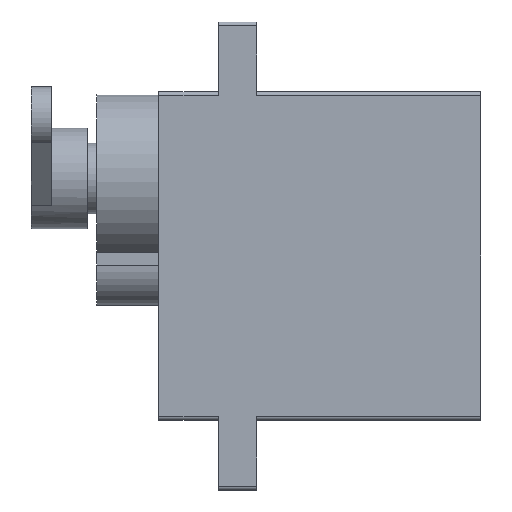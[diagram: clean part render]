
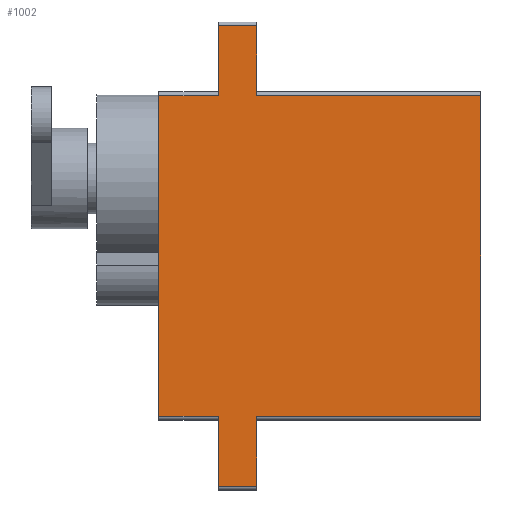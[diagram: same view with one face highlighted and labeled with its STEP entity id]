
A CAD part, left-side view. The second image highlights one B-rep face of the part: STEP entity #1002.
In plain terms, the highlighted planar face has unit normal (-1, 0, 0).
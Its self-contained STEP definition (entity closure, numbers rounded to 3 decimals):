
#49=PLANE('',#1117);
#89=FACE_OUTER_BOUND('',#149,.T.);
#149=EDGE_LOOP('',(#743,#744,#745,#746,#747,#748,#749,#750,#751,#752,#753,
#754));
#203=LINE('',#1546,#295);
#208=LINE('',#1563,#300);
#212=LINE('',#1576,#304);
#216=LINE('',#1585,#308);
#232=LINE('',#1631,#324);
#233=LINE('',#1634,#325);
#234=LINE('',#1636,#326);
#235=LINE('',#1638,#327);
#236=LINE('',#1639,#328);
#237=LINE('',#1641,#329);
#238=LINE('',#1643,#330);
#239=LINE('',#1644,#331);
#295=VECTOR('',#1221,10.);
#300=VECTOR('',#1236,10.);
#304=VECTOR('',#1248,10.);
#308=VECTOR('',#1256,10.);
#324=VECTOR('',#1296,10.);
#325=VECTOR('',#1299,10.);
#326=VECTOR('',#1300,10.);
#327=VECTOR('',#1301,10.);
#328=VECTOR('',#1302,10.);
#329=VECTOR('',#1303,10.);
#330=VECTOR('',#1304,10.);
#331=VECTOR('',#1305,10.);
#441=VERTEX_POINT('',#1543);
#442=VERTEX_POINT('',#1545);
#449=VERTEX_POINT('',#1561);
#451=VERTEX_POINT('',#1569);
#454=VERTEX_POINT('',#1574);
#457=VERTEX_POINT('',#1584);
#475=VERTEX_POINT('',#1629);
#476=VERTEX_POINT('',#1633);
#477=VERTEX_POINT('',#1635);
#478=VERTEX_POINT('',#1637);
#479=VERTEX_POINT('',#1640);
#480=VERTEX_POINT('',#1642);
#538=EDGE_CURVE('',#441,#442,#203,.T.);
#547=EDGE_CURVE('',#449,#441,#208,.T.);
#553=EDGE_CURVE('',#454,#451,#212,.T.);
#557=EDGE_CURVE('',#451,#457,#216,.T.);
#581=EDGE_CURVE('',#475,#449,#232,.T.);
#582=EDGE_CURVE('',#475,#476,#233,.T.);
#583=EDGE_CURVE('',#477,#476,#234,.T.);
#584=EDGE_CURVE('',#478,#477,#235,.T.);
#585=EDGE_CURVE('',#457,#478,#236,.T.);
#586=EDGE_CURVE('',#454,#479,#237,.T.);
#587=EDGE_CURVE('',#480,#479,#238,.T.);
#588=EDGE_CURVE('',#442,#480,#239,.T.);
#743=ORIENTED_EDGE('',*,*,#538,.F.);
#744=ORIENTED_EDGE('',*,*,#547,.F.);
#745=ORIENTED_EDGE('',*,*,#581,.F.);
#746=ORIENTED_EDGE('',*,*,#582,.T.);
#747=ORIENTED_EDGE('',*,*,#583,.F.);
#748=ORIENTED_EDGE('',*,*,#584,.F.);
#749=ORIENTED_EDGE('',*,*,#585,.F.);
#750=ORIENTED_EDGE('',*,*,#557,.F.);
#751=ORIENTED_EDGE('',*,*,#553,.F.);
#752=ORIENTED_EDGE('',*,*,#586,.T.);
#753=ORIENTED_EDGE('',*,*,#587,.F.);
#754=ORIENTED_EDGE('',*,*,#588,.F.);
#1002=ADVANCED_FACE('',(#89),#49,.T.);
#1117=AXIS2_PLACEMENT_3D('',#1632,#1297,#1298);
#1221=DIRECTION('',(0.,1.,0.));
#1236=DIRECTION('',(0.,0.,-1.));
#1248=DIRECTION('',(0.,1.,0.));
#1256=DIRECTION('',(0.,0.,1.));
#1296=DIRECTION('',(0.,-1.,0.));
#1297=DIRECTION('center_axis',(-1.,0.,0.));
#1298=DIRECTION('ref_axis',(0.,0.,1.));
#1299=DIRECTION('',(0.,0.,1.));
#1300=DIRECTION('',(0.,-1.,0.));
#1301=DIRECTION('',(0.,0.,1.));
#1302=DIRECTION('',(0.,-1.,0.));
#1303=DIRECTION('',(0.,0.,-1.));
#1304=DIRECTION('',(0.,1.,0.));
#1305=DIRECTION('',(0.,0.,-1.));
#1543=CARTESIAN_POINT('',(-6.25,0.,-11.125));
#1545=CARTESIAN_POINT('',(-6.25,15.55,-11.125));
#1546=CARTESIAN_POINT('',(-6.25,0.,-11.125));
#1561=CARTESIAN_POINT('',(-6.25,0.,11.125));
#1563=CARTESIAN_POINT('',(-6.25,0.,11.375));
#1569=CARTESIAN_POINT('',(-6.25,22.35,-11.125));
#1574=CARTESIAN_POINT('',(-6.25,18.2,-11.125));
#1576=CARTESIAN_POINT('',(-6.25,0.,-11.125));
#1584=CARTESIAN_POINT('',(-6.25,22.35,11.125));
#1585=CARTESIAN_POINT('',(-6.25,22.35,11.375));
#1629=CARTESIAN_POINT('',(-6.25,15.55,11.125));
#1631=CARTESIAN_POINT('',(-6.25,0.,11.125));
#1632=CARTESIAN_POINT('Origin',(-6.25,0.,-11.375));
#1633=CARTESIAN_POINT('',(-6.25,15.55,15.975));
#1634=CARTESIAN_POINT('',(-6.25,15.55,11.375));
#1635=CARTESIAN_POINT('',(-6.25,18.2,15.975));
#1636=CARTESIAN_POINT('',(-6.25,8.438,15.975));
#1637=CARTESIAN_POINT('',(-6.25,18.2,11.125));
#1638=CARTESIAN_POINT('',(-6.25,18.2,11.375));
#1639=CARTESIAN_POINT('',(-6.25,0.,11.125));
#1640=CARTESIAN_POINT('',(-6.25,18.2,-15.975));
#1641=CARTESIAN_POINT('',(-6.25,18.2,-11.375));
#1642=CARTESIAN_POINT('',(-6.25,15.55,-15.975));
#1643=CARTESIAN_POINT('',(-6.25,8.438,-15.975));
#1644=CARTESIAN_POINT('',(-6.25,15.55,-11.375));
